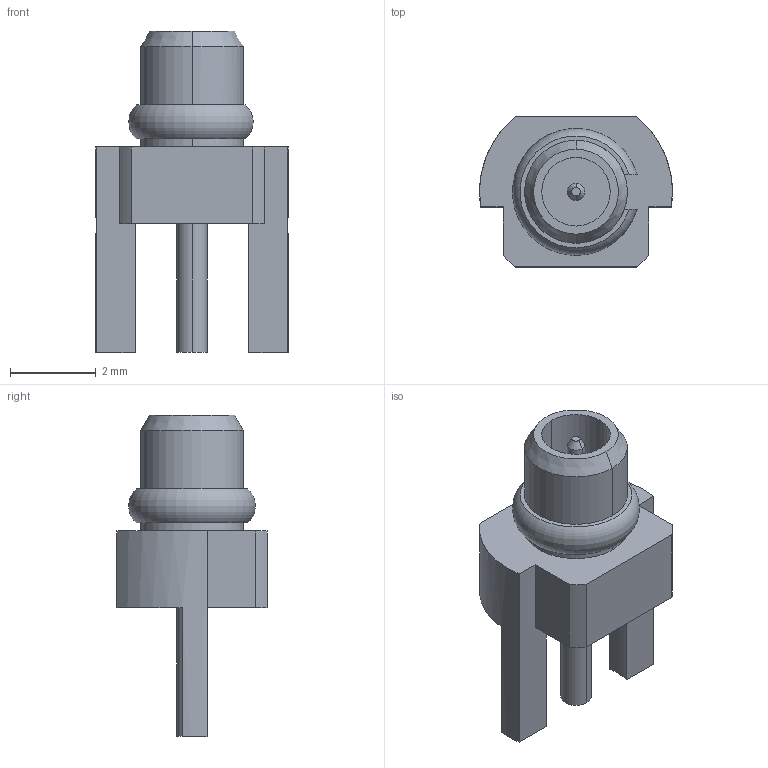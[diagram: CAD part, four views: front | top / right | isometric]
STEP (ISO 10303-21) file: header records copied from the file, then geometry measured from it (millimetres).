
FILE_DESCRIPTION((''),'2;1');
FILE_NAME('734150991','2016-11-29T',('ksrinivasara'),(''),'PRO/ENGINEER BY PARAMETRIC TECHNOLOGY CORPORATION, 2012310','PRO/ENGINEER BY PARAMETRIC TECHNOLOGY CORPORATION, 2012310','');
FILE_SCHEMA(('CONFIG_CONTROL_DESIGN'));
Length unit declared in the file: millimetre
Products named in the file (1): 734150991
Bounding box: 4.5 x 3.5 x 7.5 mm (x, y, z)
Volume: 38.4 mm3; surface area: 108.9 mm2
Topology: 1 solids, 1 shells, 44 faces, 110 edges, 72 vertices
Faces by surface type: plane 22, cylinder 17, cone 4, torus 1
Entity records: 1384 total; most frequent: CARTESIAN_POINT 247, DIRECTION 244, ORIENTED_EDGE 220, EDGE_CURVE 110, AXIS2_PLACEMENT_3D 93, VERTEX_POINT 72, VECTOR 58, LINE 58
